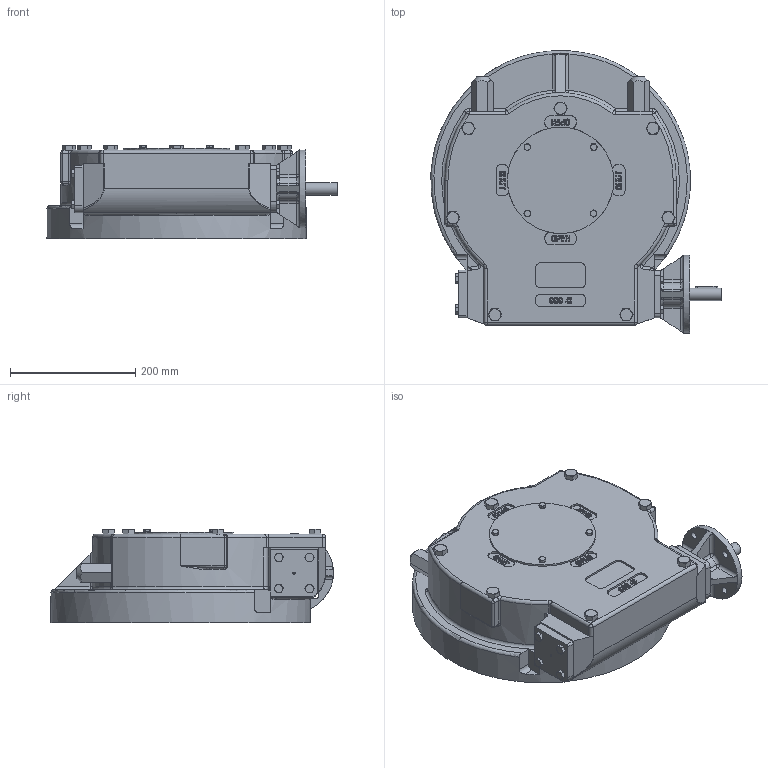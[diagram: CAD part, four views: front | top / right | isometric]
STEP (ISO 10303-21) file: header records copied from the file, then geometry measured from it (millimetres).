
FILE_DESCRIPTION( ( 'Unknown' ), '1' );
FILE_NAME( 'E 6800G BU LB L.stp', 'Unknown', ( 'Unknown' ), ( 'Unknown' ), 'XStep 1.0', 'Unknown', ' ' );
FILE_SCHEMA( ( 'automotive_design' ) );
Length unit declared in the file: millimetre
Products named in the file (1): 22F0Z10000001-oa0
Bounding box: 463.71 x 452 x 149.92 mm (x, y, z)
Volume: 13164519.8 mm3; surface area: 1072863.1 mm2
Topology: 1 solids, 35 shells, 1613 faces, 4200 edges, 2627 vertices
Faces by surface type: plane 587, cylinder 418, cone 256, torus 243, sphere 58, bspline 27, extrusion 24
Full cylindrical faces by diameter (mm): 6 x4, 6.647 x6, 7 x4, 8 x8, 9 x8, 10 x4, 10.106 x14, 11 x4, 12 x7, 14 x7, 17.294 x2, 20 x1, 26 x2, 30 x1, 35 x2, 38 x2, 70 x1, 125 x1, 125.95 x2, 130 x3, 140 x1, 170 x1, 415 x1
Entity records: 70160 total; most frequent: CARTESIAN_POINT 20695, ORIENTED_EDGE 7870, DIRECTION 7133, EDGE_CURVE 3935, AXIS2_PLACEMENT_3D 3011, VERTEX_POINT 2563, EDGE_LOOP 1830, FACE_OUTER_BOUND 1712
